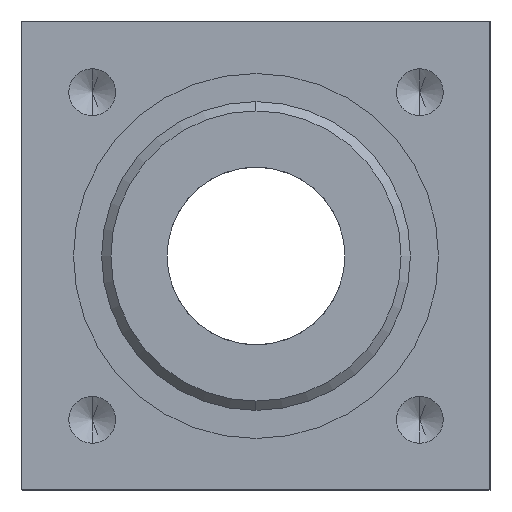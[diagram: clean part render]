
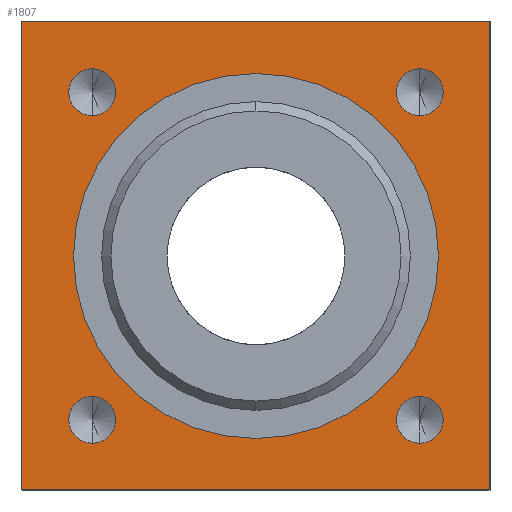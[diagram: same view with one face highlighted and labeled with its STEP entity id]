
A CAD part, left-side view. The second image highlights one B-rep face of the part: STEP entity #1807.
In plain terms, the highlighted planar face has unit normal (-1, 0, 0).
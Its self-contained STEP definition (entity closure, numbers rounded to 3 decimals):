
#39 = EDGE_CURVE ( 'NONE', #674, #57, #801, .T. ) ;
#57 = VERTEX_POINT ( 'NONE', #2199 ) ;
#125 = EDGE_CURVE ( 'NONE', #1221, #510, #2417, .T. ) ;
#129 = VERTEX_POINT ( 'NONE', #2703 ) ;
#144 = VERTEX_POINT ( 'NONE', #2447 ) ;
#186 = EDGE_LOOP ( 'NONE', ( #2968, #1028 ) ) ;
#187 = DIRECTION ( 'NONE',  ( -1., 0., 0. ) ) ;
#201 = DIRECTION ( 'NONE',  ( -1., 0., 0. ) ) ;
#214 = DIRECTION ( 'NONE',  ( 0., 0., 1. ) ) ;
#235 = EDGE_CURVE ( 'NONE', #510, #1221, #2452, .T. ) ;
#252 = VERTEX_POINT ( 'NONE', #2606 ) ;
#260 = DIRECTION ( 'NONE',  ( 0., -1., 0. ) ) ;
#267 = CIRCLE ( 'NONE', #2243, 2.5 ) ;
#288 = AXIS2_PLACEMENT_3D ( 'NONE', #2823, #1206, #1939 ) ;
#293 = EDGE_CURVE ( 'NONE', #1356, #252, #1307, .T. ) ;
#343 = FACE_BOUND ( 'NONE', #2010, .T. ) ;
#401 = EDGE_CURVE ( 'NONE', #57, #674, #1656, .T. ) ;
#414 = DIRECTION ( 'NONE',  ( 0., 0., 1. ) ) ;
#419 = ORIENTED_EDGE ( 'NONE', *, *, #1136, .T. ) ;
#420 = FACE_OUTER_BOUND ( 'NONE', #1481, .T. ) ;
#447 = LINE ( 'NONE', #2996, #1795 ) ;
#510 = VERTEX_POINT ( 'NONE', #3224 ) ;
#561 = CIRCLE ( 'NONE', #2039, 2.5 ) ;
#564 = DIRECTION ( 'NONE',  ( 0., -1., 0. ) ) ;
#577 = EDGE_LOOP ( 'NONE', ( #1226, #2044 ) ) ;
#630 = VECTOR ( 'NONE', #564, 1000. ) ;
#650 = DIRECTION ( 'NONE',  ( 0., -1., 0. ) ) ;
#665 = CARTESIAN_POINT ( 'NONE',  ( -70., 17.5, 17.5 ) ) ;
#674 = VERTEX_POINT ( 'NONE', #3412 ) ;
#709 = AXIS2_PLACEMENT_3D ( 'NONE', #2204, #2473, #2464 ) ;
#731 = DIRECTION ( 'NONE',  ( -1., 0., 0. ) ) ;
#747 = CARTESIAN_POINT ( 'NONE',  ( -70., 25., -25. ) ) ;
#801 = CIRCLE ( 'NONE', #2486, 2.5 ) ;
#854 = EDGE_CURVE ( 'NONE', #1356, #2017, #928, .T. ) ;
#874 = ORIENTED_EDGE ( 'NONE', *, *, #2743, .F. ) ;
#876 = DIRECTION ( 'NONE',  ( 0., 0., -1. ) ) ;
#927 = EDGE_CURVE ( 'NONE', #129, #144, #2945, .T. ) ;
#928 = LINE ( 'NONE', #1351, #630 ) ;
#1028 = ORIENTED_EDGE ( 'NONE', *, *, #1893, .F. ) ;
#1047 = FACE_BOUND ( 'NONE', #1769, .T. ) ;
#1091 = VERTEX_POINT ( 'NONE', #1728 ) ;
#1092 = DIRECTION ( 'NONE',  ( -1., 0., 0. ) ) ;
#1136 = EDGE_CURVE ( 'NONE', #2017, #1091, #1994, .T. ) ;
#1201 = FACE_BOUND ( 'NONE', #2203, .T. ) ;
#1206 = DIRECTION ( 'NONE',  ( -1., 0., 0. ) ) ;
#1216 = CARTESIAN_POINT ( 'NONE',  ( -70., 17.5, -17.5 ) ) ;
#1221 = VERTEX_POINT ( 'NONE', #1394 ) ;
#1226 = ORIENTED_EDGE ( 'NONE', *, *, #39, .F. ) ;
#1286 = VERTEX_POINT ( 'NONE', #2672 ) ;
#1307 = LINE ( 'NONE', #3119, #2362 ) ;
#1351 = CARTESIAN_POINT ( 'NONE',  ( -70., 25., -25. ) ) ;
#1356 = VERTEX_POINT ( 'NONE', #747 ) ;
#1359 = AXIS2_PLACEMENT_3D ( 'NONE', #2049, #187, #1781 ) ;
#1382 = ORIENTED_EDGE ( 'NONE', *, *, #1484, .F. ) ;
#1394 = CARTESIAN_POINT ( 'NONE',  ( -70., -17.5, -15. ) ) ;
#1415 = AXIS2_PLACEMENT_3D ( 'NONE', #2236, #2495, #876 ) ;
#1419 = CARTESIAN_POINT ( 'NONE',  ( -70., -25., 25. ) ) ;
#1434 = VERTEX_POINT ( 'NONE', #2336 ) ;
#1481 = EDGE_LOOP ( 'NONE', ( #419, #2474, #2529, #2216 ) ) ;
#1484 = EDGE_CURVE ( 'NONE', #144, #129, #267, .T. ) ;
#1488 = ORIENTED_EDGE ( 'NONE', *, *, #3131, .F. ) ;
#1656 = CIRCLE ( 'NONE', #2173, 2.5 ) ;
#1663 = VECTOR ( 'NONE', #1700, 1000. ) ;
#1700 = DIRECTION ( 'NONE',  ( 0., 0., 1. ) ) ;
#1728 = CARTESIAN_POINT ( 'NONE',  ( -70., -25., 25. ) ) ;
#1761 = FACE_BOUND ( 'NONE', #577, .T. ) ;
#1769 = EDGE_LOOP ( 'NONE', ( #1382, #2230 ) ) ;
#1781 = DIRECTION ( 'NONE',  ( 0., 0., 1. ) ) ;
#1794 = DIRECTION ( 'NONE',  ( 0., 0., 1. ) ) ;
#1795 = VECTOR ( 'NONE', #260, 1000. ) ;
#1807 = ADVANCED_FACE ( 'NONE', ( #1201, #1761, #1047, #343, #3083, #420 ), #1964, .F. ) ;
#1842 = ORIENTED_EDGE ( 'NONE', *, *, #235, .F. ) ;
#1893 = EDGE_CURVE ( 'NONE', #1434, #2273, #2846, .T. ) ;
#1939 = DIRECTION ( 'NONE',  ( 0., -1., 0. ) ) ;
#1940 = CARTESIAN_POINT ( 'NONE',  ( -70., -17.5, 20. ) ) ;
#1964 = PLANE ( 'NONE',  #1415 ) ;
#1990 = EDGE_CURVE ( 'NONE', #2273, #1434, #3353, .T. ) ;
#1994 = LINE ( 'NONE', #1419, #1663 ) ;
#2010 = EDGE_LOOP ( 'NONE', ( #1488, #874 ) ) ;
#2017 = VERTEX_POINT ( 'NONE', #2814 ) ;
#2021 = CARTESIAN_POINT ( 'NONE',  ( -70., 0., 0. ) ) ;
#2039 = AXIS2_PLACEMENT_3D ( 'NONE', #2414, #2402, #2388 ) ;
#2044 = ORIENTED_EDGE ( 'NONE', *, *, #401, .F. ) ;
#2049 = CARTESIAN_POINT ( 'NONE',  ( -70., 17.5, -17.5 ) ) ;
#2065 = CARTESIAN_POINT ( 'NONE',  ( -70., 17.5, 17.5 ) ) ;
#2138 = ORIENTED_EDGE ( 'NONE', *, *, #125, .F. ) ;
#2173 = AXIS2_PLACEMENT_3D ( 'NONE', #665, #2278, #414 ) ;
#2199 = CARTESIAN_POINT ( 'NONE',  ( -70., 17.5, 15. ) ) ;
#2203 = EDGE_LOOP ( 'NONE', ( #2138, #1842 ) ) ;
#2204 = CARTESIAN_POINT ( 'NONE',  ( -70., -17.5, 17.5 ) ) ;
#2216 = ORIENTED_EDGE ( 'NONE', *, *, #854, .T. ) ;
#2230 = ORIENTED_EDGE ( 'NONE', *, *, #927, .F. ) ;
#2236 = CARTESIAN_POINT ( 'NONE',  ( -70., 25., 25. ) ) ;
#2243 = AXIS2_PLACEMENT_3D ( 'NONE', #1216, #2830, #2556 ) ;
#2273 = VERTEX_POINT ( 'NONE', #2724 ) ;
#2278 = DIRECTION ( 'NONE',  ( -1., 0., 0. ) ) ;
#2336 = CARTESIAN_POINT ( 'NONE',  ( -70., 19.5, 0. ) ) ;
#2357 = DIRECTION ( 'NONE',  ( 0., 0., 1. ) ) ;
#2362 = VECTOR ( 'NONE', #214, 1000. ) ;
#2388 = DIRECTION ( 'NONE',  ( 0., 0., 1. ) ) ;
#2402 = DIRECTION ( 'NONE',  ( -1., 0., 0. ) ) ;
#2414 = CARTESIAN_POINT ( 'NONE',  ( -70., -17.5, 17.5 ) ) ;
#2417 = CIRCLE ( 'NONE', #2843, 2.5 ) ;
#2447 = CARTESIAN_POINT ( 'NONE',  ( -70., 17.5, -15. ) ) ;
#2452 = CIRCLE ( 'NONE', #2774, 2.5 ) ;
#2464 = DIRECTION ( 'NONE',  ( 0., 0., 1. ) ) ;
#2473 = DIRECTION ( 'NONE',  ( -1., 0., 0. ) ) ;
#2474 = ORIENTED_EDGE ( 'NONE', *, *, #2677, .F. ) ;
#2486 = AXIS2_PLACEMENT_3D ( 'NONE', #2065, #201, #1794 ) ;
#2495 = DIRECTION ( 'NONE',  ( 1., 0., 0. ) ) ;
#2498 = AXIS2_PLACEMENT_3D ( 'NONE', #2021, #2536, #650 ) ;
#2529 = ORIENTED_EDGE ( 'NONE', *, *, #293, .F. ) ;
#2536 = DIRECTION ( 'NONE',  ( -1., 0., 0. ) ) ;
#2556 = DIRECTION ( 'NONE',  ( 0., 0., 1. ) ) ;
#2606 = CARTESIAN_POINT ( 'NONE',  ( -70., 25., 25. ) ) ;
#2620 = CARTESIAN_POINT ( 'NONE',  ( -70., -17.5, -17.5 ) ) ;
#2672 = CARTESIAN_POINT ( 'NONE',  ( -70., -17.5, 15. ) ) ;
#2677 = EDGE_CURVE ( 'NONE', #252, #1091, #447, .T. ) ;
#2689 = DIRECTION ( 'NONE',  ( 0., 0., 1. ) ) ;
#2703 = CARTESIAN_POINT ( 'NONE',  ( -70., 17.5, -20. ) ) ;
#2724 = CARTESIAN_POINT ( 'NONE',  ( -70., -19.5, 0. ) ) ;
#2743 = EDGE_CURVE ( 'NONE', #1286, #2905, #3035, .T. ) ;
#2774 = AXIS2_PLACEMENT_3D ( 'NONE', #2620, #731, #2357 ) ;
#2814 = CARTESIAN_POINT ( 'NONE',  ( -70., -25., -25. ) ) ;
#2823 = CARTESIAN_POINT ( 'NONE',  ( -70., 0., 0. ) ) ;
#2830 = DIRECTION ( 'NONE',  ( -1., 0., 0. ) ) ;
#2843 = AXIS2_PLACEMENT_3D ( 'NONE', #2959, #1092, #2689 ) ;
#2846 = CIRCLE ( 'NONE', #2498, 19.5 ) ;
#2905 = VERTEX_POINT ( 'NONE', #1940 ) ;
#2945 = CIRCLE ( 'NONE', #1359, 2.5 ) ;
#2959 = CARTESIAN_POINT ( 'NONE',  ( -70., -17.5, -17.5 ) ) ;
#2968 = ORIENTED_EDGE ( 'NONE', *, *, #1990, .F. ) ;
#2996 = CARTESIAN_POINT ( 'NONE',  ( -70., 25., 25. ) ) ;
#3035 = CIRCLE ( 'NONE', #709, 2.5 ) ;
#3083 = FACE_BOUND ( 'NONE', #186, .T. ) ;
#3119 = CARTESIAN_POINT ( 'NONE',  ( -70., 25., 25. ) ) ;
#3131 = EDGE_CURVE ( 'NONE', #2905, #1286, #561, .T. ) ;
#3224 = CARTESIAN_POINT ( 'NONE',  ( -70., -17.5, -20. ) ) ;
#3353 = CIRCLE ( 'NONE', #288, 19.5 ) ;
#3412 = CARTESIAN_POINT ( 'NONE',  ( -70., 17.5, 20. ) ) ;
